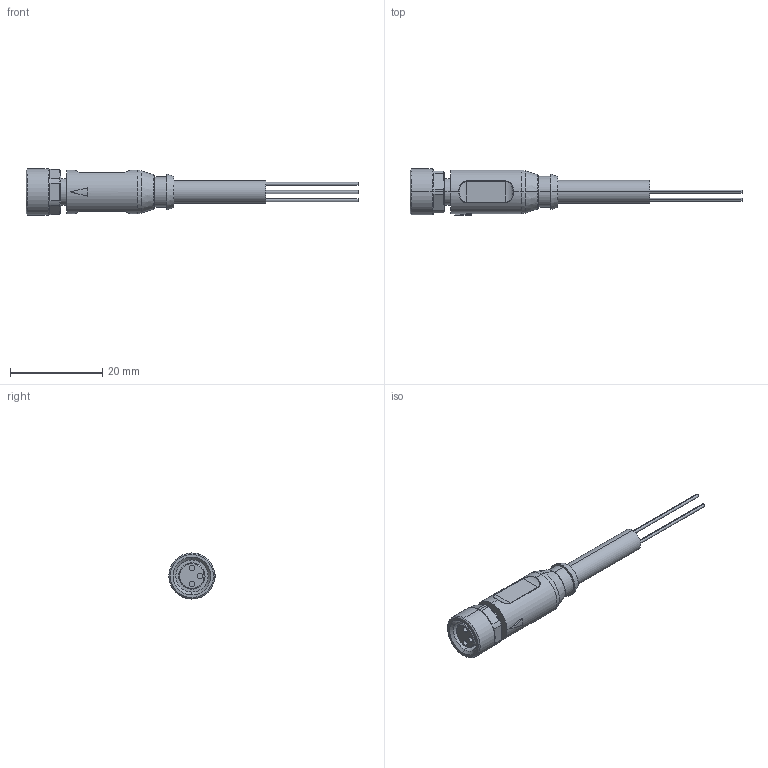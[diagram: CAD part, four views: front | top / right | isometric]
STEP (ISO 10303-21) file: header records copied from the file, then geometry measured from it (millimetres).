
FILE_DESCRIPTION (( 'STEP AP203' ), '1' );
FILE_NAME ('7000-08041-0300500.step', '2022-10-27T12:59:15', ( '' ), ( '' ), 'SwSTEP 2.0', 'SolidWorks 2021', '' );
FILE_SCHEMA (( 'CONFIG_CONTROL_DESIGN' ));
Length unit declared in the file: inch
Products named in the file (1): 7000-08041-0300500
Bounding box: 72.1 x 10.05 x 10 mm (x, y, z)
Volume: 2315.4 mm3; surface area: 1839.1 mm2
Topology: 1 solids, 1 shells, 109 faces, 244 edges, 151 vertices
Faces by surface type: cylinder 42, plane 36, cone 17, bspline 12, torus 2
Entity records: 4010 total; most frequent: CARTESIAN_POINT 1591, ORIENTED_EDGE 488, DIRECTION 479, EDGE_CURVE 244, AXIS2_PLACEMENT_3D 197, VERTEX_POINT 151, EDGE_LOOP 123, FACE_OUTER_BOUND 109
